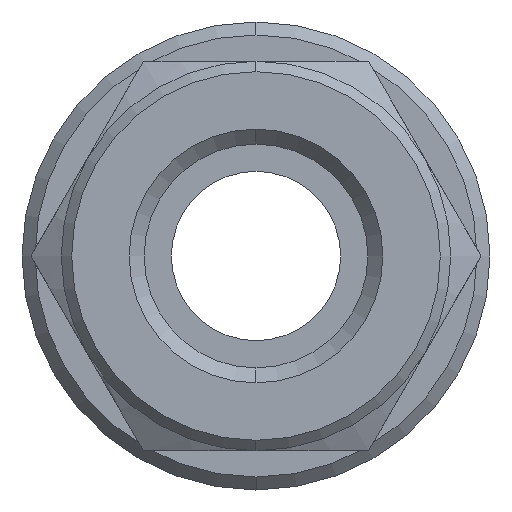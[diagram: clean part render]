
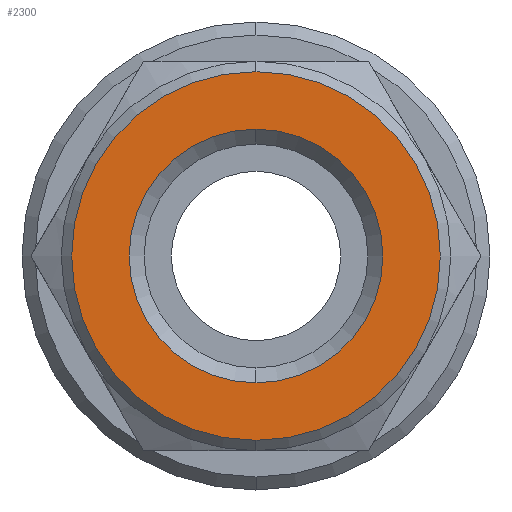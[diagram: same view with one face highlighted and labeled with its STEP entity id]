
A CAD part, left-side view. The second image highlights one B-rep face of the part: STEP entity #2300.
In plain terms, the highlighted planar face has unit normal (-1, 0, 0).
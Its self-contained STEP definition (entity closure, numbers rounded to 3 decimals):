
#191 = CARTESIAN_POINT ( 'NONE',  ( 0., 0., -7.095 ) ) ;
#192 = CARTESIAN_POINT ( 'NONE',  ( 0., 0., -4.881 ) ) ;
#217 = CARTESIAN_POINT ( 'NONE',  ( 0., 0., 4.881 ) ) ;
#569 = EDGE_CURVE ( 'NONE', #717, #756, #1010, .T. ) ;
#610 = EDGE_CURVE ( 'NONE', #757, #783, #1006, .T. ) ;
#717 = VERTEX_POINT ( 'NONE', #3619 ) ;
#756 = VERTEX_POINT ( 'NONE', #191 ) ;
#757 = VERTEX_POINT ( 'NONE', #192 ) ;
#783 = VERTEX_POINT ( 'NONE', #217 ) ;
#1006 = CIRCLE ( 'NONE', #2058, 4.881 ) ;
#1010 = CIRCLE ( 'NONE', #2054, 7.095 ) ;
#1137 = EDGE_LOOP ( 'NONE', ( #1592, #1591 ) ) ;
#1138 = EDGE_LOOP ( 'NONE', ( #1590, #1589 ) ) ;
#1589 = ORIENTED_EDGE ( 'NONE', *, *, #569, .F. ) ;
#1590 = ORIENTED_EDGE ( 'NONE', *, *, #2016, .F. ) ;
#1591 = ORIENTED_EDGE ( 'NONE', *, *, #610, .T. ) ;
#1592 = ORIENTED_EDGE ( 'NONE', *, *, #2018, .T. ) ;
#1734 = PLANE ( 'NONE',  #2443 ) ;
#1735 = CARTESIAN_POINT ( 'NONE',  ( 0., 4.881, 0. ) ) ;
#1736 = DIRECTION ( 'NONE',  ( -1., 0., 0. ) ) ;
#1737 = DIRECTION ( 'NONE',  ( 0., 0., 1. ) ) ;
#2016 = EDGE_CURVE ( 'NONE', #756, #717, #2939, .T. ) ;
#2018 = EDGE_CURVE ( 'NONE', #783, #757, #3043, .T. ) ;
#2054 = AXIS2_PLACEMENT_3D ( 'NONE', #3207, #3209, #3208 ) ;
#2058 = AXIS2_PLACEMENT_3D ( 'NONE', #3597, #3616, #3664 ) ;
#2129 = AXIS2_PLACEMENT_3D ( 'NONE', #2638, #2639, #2640 ) ;
#2130 = AXIS2_PLACEMENT_3D ( 'NONE', #2643, #2644, #2645 ) ;
#2300 = ADVANCED_FACE ( 'NONE', ( #3471, #3469 ), #1734, .T. ) ;
#2443 = AXIS2_PLACEMENT_3D ( 'NONE', #1735, #1736, #1737 ) ;
#2638 = CARTESIAN_POINT ( 'NONE',  ( 0., 0., 0. ) ) ;
#2639 = DIRECTION ( 'NONE',  ( 1., 0., 0. ) ) ;
#2640 = DIRECTION ( 'NONE',  ( 0., 0., -1. ) ) ;
#2643 = CARTESIAN_POINT ( 'NONE',  ( 0., 0., 0. ) ) ;
#2644 = DIRECTION ( 'NONE',  ( 1., 0., 0. ) ) ;
#2645 = DIRECTION ( 'NONE',  ( 0., 0., -1. ) ) ;
#2939 = CIRCLE ( 'NONE', #2129, 7.095 ) ;
#3043 = CIRCLE ( 'NONE', #2130, 4.881 ) ;
#3207 = CARTESIAN_POINT ( 'NONE',  ( 0., 0., 0. ) ) ;
#3208 = DIRECTION ( 'NONE',  ( 0., 0., -1. ) ) ;
#3209 = DIRECTION ( 'NONE',  ( 1., 0., 0. ) ) ;
#3469 = FACE_OUTER_BOUND ( 'NONE', #1138, .T. ) ;
#3471 = FACE_BOUND ( 'NONE', #1137, .T. ) ;
#3597 = CARTESIAN_POINT ( 'NONE',  ( 0., 0., 0. ) ) ;
#3616 = DIRECTION ( 'NONE',  ( 1., 0., 0. ) ) ;
#3619 = CARTESIAN_POINT ( 'NONE',  ( 0., 0., 7.095 ) ) ;
#3664 = DIRECTION ( 'NONE',  ( 0., 0., -1. ) ) ;
